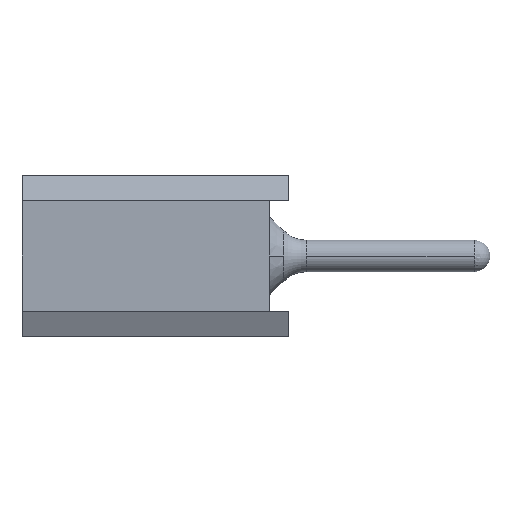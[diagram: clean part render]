
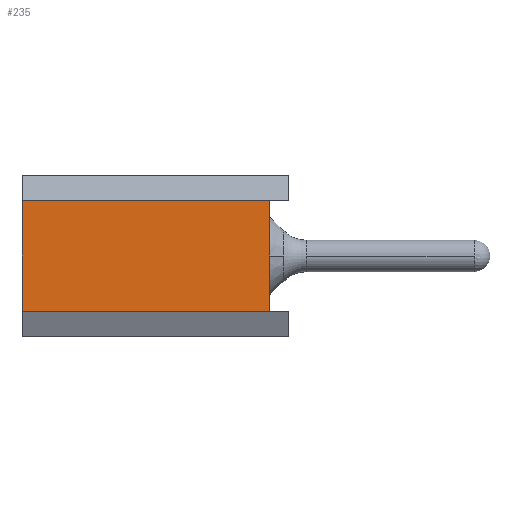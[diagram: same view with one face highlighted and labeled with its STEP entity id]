
A CAD part, left-side view. The second image highlights one B-rep face of the part: STEP entity #235.
In plain terms, the highlighted planar face has unit normal (-1, 0, 0).
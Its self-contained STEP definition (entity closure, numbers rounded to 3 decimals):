
#235=ADVANCED_FACE('',(#578),#579,.T.);
#578=FACE_OUTER_BOUND('',#926,.T.);
#579=PLANE('',#927);
#926=EDGE_LOOP('',(#2159,#2160,#2161,#2162));
#927=AXIS2_PLACEMENT_3D('',#2163,#2164,#2165);
#2159=ORIENTED_EDGE('',*,*,#2480,.T.);
#2160=ORIENTED_EDGE('',*,*,#2582,.T.);
#2161=ORIENTED_EDGE('',*,*,#2558,.T.);
#2162=ORIENTED_EDGE('',*,*,#2584,.F.);
#2163=CARTESIAN_POINT('',(-5.08,0.,0.87));
#2164=DIRECTION('',(-1.0,0.0,0.0));
#2165=DIRECTION('',(0.0,0.0,1.0));
#2480=EDGE_CURVE('',#3037,#3005,#3038,.T.);
#2558=EDGE_CURVE('',#3167,#3165,#3168,.T.);
#2582=EDGE_CURVE('',#3005,#3167,#3202,.T.);
#2584=EDGE_CURVE('',#3037,#3165,#3204,.T.);
#3005=VERTEX_POINT('',#3723);
#3037=VERTEX_POINT('',#3773);
#3038=LINE('',#3774,#3775);
#3165=VERTEX_POINT('',#3978);
#3167=VERTEX_POINT('',#3981);
#3168=LINE('',#3982,#3983);
#3202=LINE('',#4040,#4041);
#3204=LINE('',#4044,#4045);
#3723=CARTESIAN_POINT('',(-5.08,0.3,0.87));
#3773=CARTESIAN_POINT('',(-5.08,0.3,-0.87));
#3774=CARTESIAN_POINT('',(-5.08,0.3,0.435));
#3775=VECTOR('',#4648,1.0);
#3978=CARTESIAN_POINT('',(-5.08,4.2,-0.87));
#3981=CARTESIAN_POINT('',(-5.08,4.2,0.87));
#3982=CARTESIAN_POINT('',(-5.08,4.2,0.87));
#3983=VECTOR('',#4726,1.0);
#4040=CARTESIAN_POINT('',(-5.08,0.,0.87));
#4041=VECTOR('',#4750,1.0);
#4044=CARTESIAN_POINT('',(-5.08,0.,-0.87));
#4045=VECTOR('',#4752,1.0);
#4648=DIRECTION('',(0.0,0.0,1.0));
#4726=DIRECTION('',(0.0,0.,-1.0));
#4750=DIRECTION('',(0.0,1.0,0.));
#4752=DIRECTION('',(0.0,1.0,0.));
